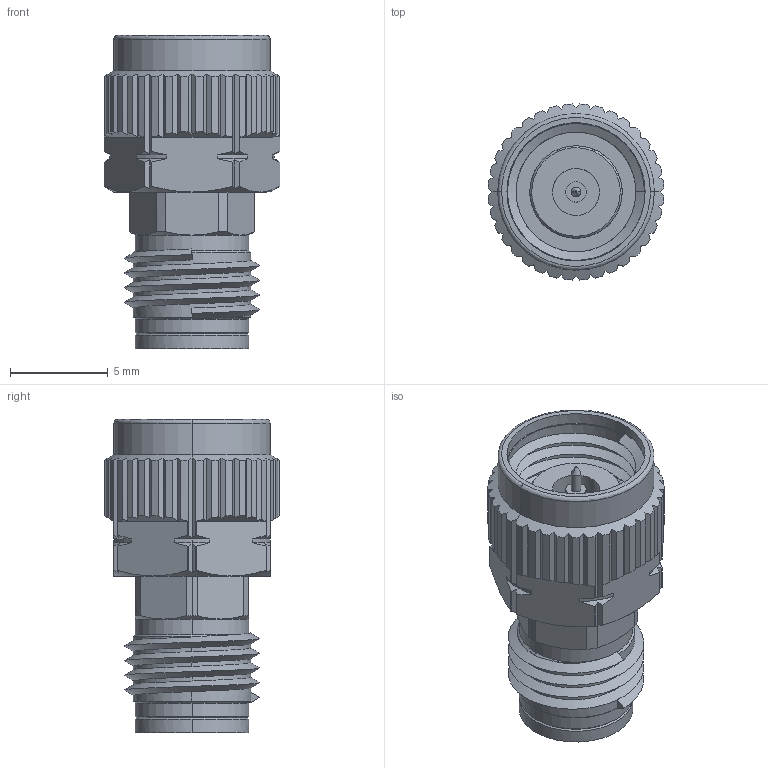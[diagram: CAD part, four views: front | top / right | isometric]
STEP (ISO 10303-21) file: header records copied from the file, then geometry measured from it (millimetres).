
FILE_DESCRIPTION (( 'STEP AP203' ), '1' );
FILE_NAME ('CB-2-050-SR1.STEP', '2021-11-10T18:27:53', ( '' ), ( '' ), 'SwSTEP 2.0', 'SolidWorks 2021', '' );
FILE_SCHEMA (( 'CONFIG_CONTROL_DESIGN' ));
Length unit declared in the file: millimetre
Products named in the file (1): CB-2-050-SR1
Bounding box: 8.99 x 8.99 x 16 mm (x, y, z)
Volume: 469.9 mm3; surface area: 923.5 mm2
Topology: 1 solids, 1 shells, 322 faces, 866 edges, 560 vertices
Faces by surface type: plane 144, cylinder 120, cone 50, bspline 8
Entity records: 19250 total; most frequent: CARTESIAN_POINT 11595, ORIENTED_EDGE 1732, DIRECTION 1365, EDGE_CURVE 866, VERTEX_POINT 560, AXIS2_PLACEMENT_3D 494, VECTOR 377, LINE 377
